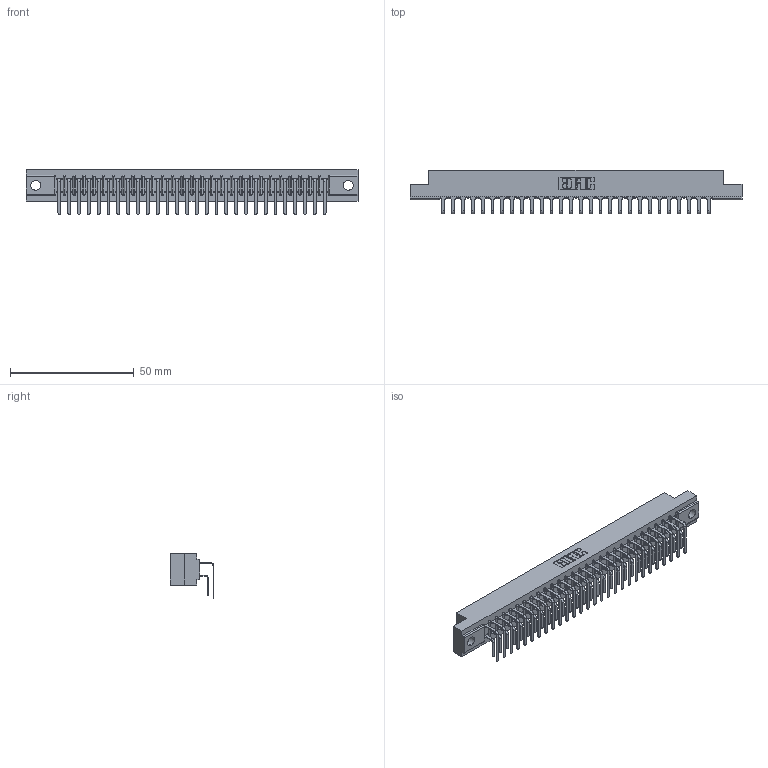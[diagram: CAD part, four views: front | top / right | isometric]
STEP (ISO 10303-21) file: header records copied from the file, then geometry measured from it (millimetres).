
FILE_DESCRIPTION (( 'STEP AP203' ), '1' );
FILE_NAME ('307-056-459-204.STEP', '2020-09-30T11:21:25', ( '' ), ( '' ), 'SwSTEP 2.0', 'SolidWorks 2020', '' );
FILE_SCHEMA (( 'CONFIG_CONTROL_DESIGN' ));
Length unit declared in the file: inch
Products named in the file (4): 307-056-459-204; 307-290-001_558 559 - 1 (Single); 307 Part_.156 Dia Mounting Holes; 307-290-001_559 - 2 (Single)
Assembly tree (57 placements, depth 2):
  307-056-459-204
    307 Part_.156 Dia Mounting Holes
    307-290-001_558 559 - 1 (Single)  x28
    307-290-001_559 - 2 (Single)  x28
Bounding box: 133.96 x 17.69 x 18.07 mm (x, y, z)
Volume: 14288.1 mm3; surface area: 18479.5 mm2
Topology: 57 solids, 57 shells, 2961 faces, 8311 edges, 5386 vertices
Faces by surface type: plane 1932, cylinder 971, sphere 58
Entity records: 28491 total; most frequent: CARTESIAN_POINT 4672, ORIENTED_EDGE 4626, DIRECTION 4573, EDGE_CURVE 2313, VECTOR 1775, LINE 1775, VERTEX_POINT 1498, AXIS2_PLACEMENT_3D 1399
